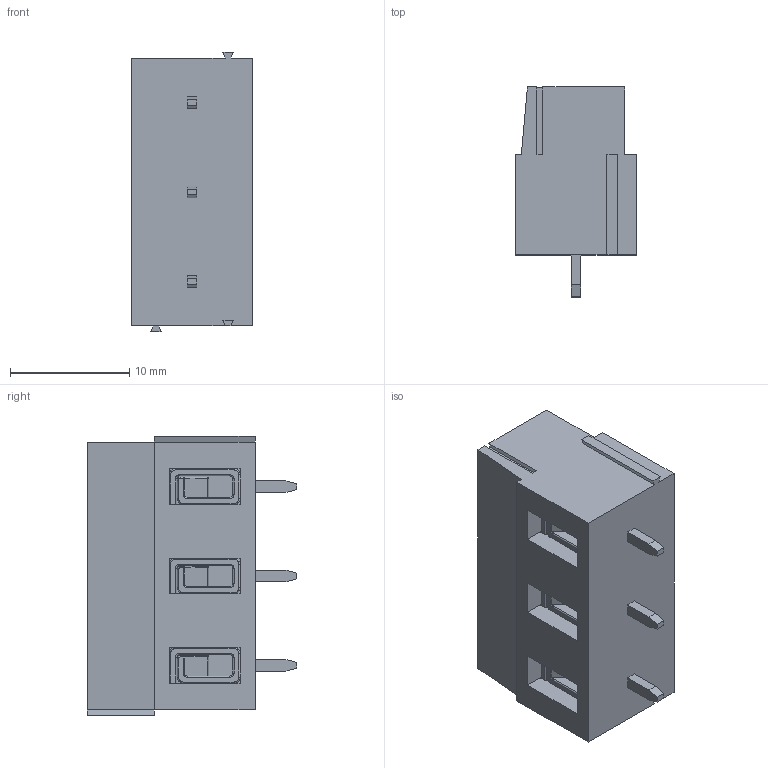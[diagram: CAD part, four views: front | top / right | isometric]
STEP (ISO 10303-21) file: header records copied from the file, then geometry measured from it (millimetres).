
FILE_DESCRIPTION (( 'STEP AP214' ), '1' );
FILE_NAME ('TB004-750-03GR.STEP', '2025-02-12T14:11:48', ( '' ), ( '' ), 'SwSTEP 2.0', 'SolidWorks 2023', '' );
FILE_SCHEMA (( 'AUTOMOTIVE_DESIGN' ));
Length unit declared in the file: millimetre
Products named in the file (1): TB004-750-03GR
Bounding box: 10.2 x 17.6 x 23.5 mm (x, y, z)
Volume: 2820.4 mm3; surface area: 2612.7 mm2
Topology: 13 solids, 13 shells, 245 faces, 573 edges, 360 vertices
Faces by surface type: plane 131, cylinder 81, torus 30, sphere 3
Entity records: 9822 total; most frequent: CARTESIAN_POINT 1251, DIRECTION 1242, ORIENTED_EDGE 1146, EDGE_CURVE 573, AXIS2_PLACEMENT_3D 432, VECTOR 378, LINE 378, VERTEX_POINT 360
